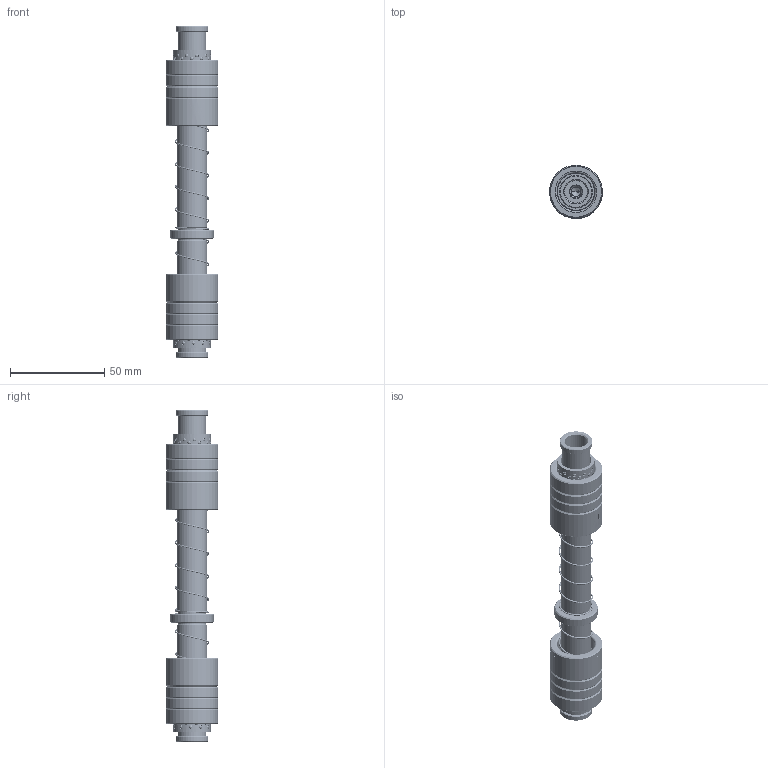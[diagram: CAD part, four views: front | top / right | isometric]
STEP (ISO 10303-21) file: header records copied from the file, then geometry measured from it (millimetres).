
FILE_DESCRIPTION (( 'STEP AP214' ), '1' );
FILE_NAME ('BJGPW BSGPW-D16-LA90-LB50-絳杶BL35.STEP', '2021-09-27T01:36:43', ( 'User' ), ( 'china' ), 'SwSTEP 2.0', 'SolidWorks 2016', '' );
FILE_SCHEMA (( 'AUTOMOTIVE_DESIGN' ));
Length unit declared in the file: millimetre
Products named in the file (10): HWP-B-D18.3-d16.5-L40; GGTK-D17.3-d15 -15; BSH BJH-D19.7-16.3-L30; BALL-D2; GBBW-D28-d20-L35; GBBW--D28-d20-L35; GPWH-D16-90-50-10; BJGPW BSGPW-D16-LA90-LB50-絳杶BL35; HWP-B-D18.3-d16.5-L80
Assembly tree (175 placements, depth 3):
  BJGPW BSGPW-D16-LA90-LB50-絳杶BL35
    GPWH-D16-90-50-10
    GBBW--D28-d20-L35
    GBBW-D28-d20-L35
    BSH BJH-D19.7-16.3-L30  x2
      BSH BJH-D19.7-16.3-L30
      BALL-D2
    GGTK-D17.3-d15 -15  x2
    HWP-B-D18.3-d16.5-L40
    HWP-B-D18.3-d16.5-L80
Bounding box: 28 x 28 x 176 mm (x, y, z)
Volume: 58009.6 mm3; surface area: 39814.8 mm2
Topology: 339 solids, 339 shells, 1541 faces, 6528 edges, 4317 vertices
Faces by surface type: sphere 1320, cone 80, cylinder 76, plane 38, torus 16, bspline 11
Entity records: 34361 total; most frequent: CARTESIAN_POINT 19755, ORIENTED_EDGE 2912, DIRECTION 2616, EDGE_CURVE 1456, AXIS2_PLACEMENT_3D 1225, VERTEX_POINT 944, EDGE_LOOP 856, B_SPLINE_CURVE_WITH_KNOTS 748
